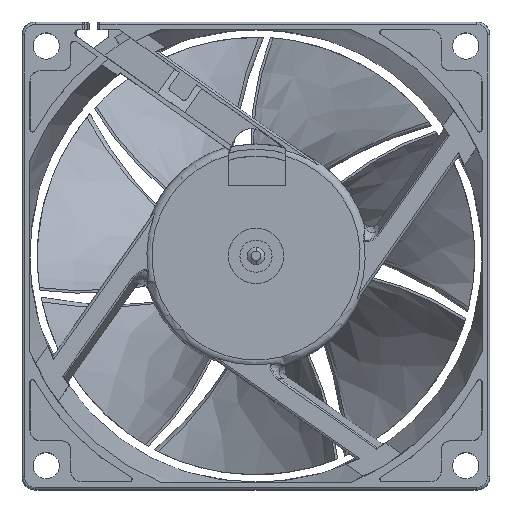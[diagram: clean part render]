
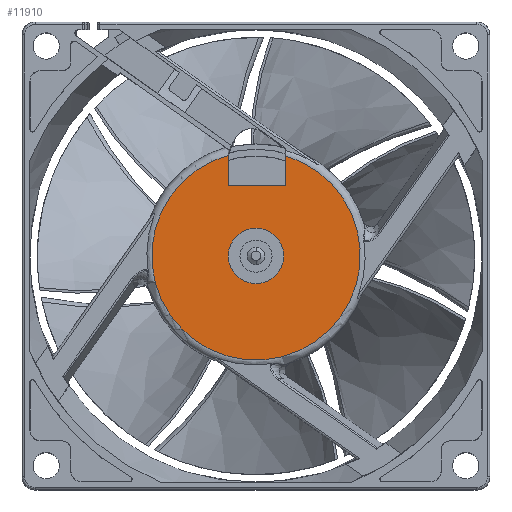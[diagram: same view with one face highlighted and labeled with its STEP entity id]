
A CAD part, top view. The second image highlights one B-rep face of the part: STEP entity #11910.
In plain terms, the highlighted planar face has unit normal (0, 0, 1).
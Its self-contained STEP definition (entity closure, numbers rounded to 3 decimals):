
#3022=DIRECTION('',(0.,-1.,0.));
#3023=VECTOR('',#3022,5.149);
#3024=CARTESIAN_POINT('',(5.05,17.099,31.8));
#3025=LINE('',#3024,#3023);
#3026=CARTESIAN_POINT('',(2.25,16.15,31.8));
#3027=DIRECTION('',(0.,0.,1.));
#3028=DIRECTION('',(-0.989,0.15,0.));
#3029=AXIS2_PLACEMENT_3D('',#3026,#3027,#3028);
#3031=DIRECTION('',(0.,-1.,0.));
#3032=VECTOR('',#3031,4.2);
#3033=CARTESIAN_POINT('',(-4.762,16.15,31.8));
#3034=LINE('',#3033,#3032);
#3039=CARTESIAN_POINT('',(0.,0.,31.8));
#3040=DIRECTION('',(0.,0.,-1.));
#3041=DIRECTION('',(0.707,-0.707,0.));
#3042=AXIS2_PLACEMENT_3D('',#3039,#3040,#3041);
#3048=CARTESIAN_POINT('',(0.,0.,31.8));
#3049=DIRECTION('',(0.,0.,1.));
#3050=DIRECTION('',(0.707,-0.707,0.));
#3051=AXIS2_PLACEMENT_3D('',#3048,#3049,#3050);
#3098=DIRECTION('',(-1.,0.,0.));
#3099=VECTOR('',#3098,9.812);
#3100=CARTESIAN_POINT('',(5.05,11.95,31.8));
#3101=LINE('',#3100,#3099);
#3215=CARTESIAN_POINT('',(0.,0.,31.8));
#3216=DIRECTION('',(0.,0.,1.));
#3217=DIRECTION('',(-0.263,0.965,0.));
#3218=AXIS2_PLACEMENT_3D('',#3215,#3216,#3217);
#8038=CARTESIAN_POINT('',(3.359,-3.359,31.8));
#8040=VERTEX_POINT('',#8038);
#8044=CARTESIAN_POINT('',(3.359,3.359,31.8));
#8046=VERTEX_POINT('',#8044);
#8236=CARTESIAN_POINT('',(-4.682,17.204,31.8));
#8237=CARTESIAN_POINT('',(-4.762,16.15,31.8));
#8238=VERTEX_POINT('',#8236);
#8239=VERTEX_POINT('',#8237);
#8255=CARTESIAN_POINT('',(5.05,17.099,31.8));
#8256=CARTESIAN_POINT('',(5.05,11.95,31.8));
#8257=VERTEX_POINT('',#8255);
#8258=VERTEX_POINT('',#8256);
#8265=CARTESIAN_POINT('',(-4.762,11.95,31.8));
#8266=VERTEX_POINT('',#8265);
#11889=CARTESIAN_POINT('',(0.,0.,31.8));
#11890=DIRECTION('',(0.,0.,1.));
#11891=DIRECTION('',(1.,0.,0.));
#11892=AXIS2_PLACEMENT_3D('',#11889,#11890,#11891);
#11893=PLANE('',#11892);
#11894=ORIENTED_EDGE('',*,*,#11873,.F.);
#11896=ORIENTED_EDGE('',*,*,#11895,.F.);
#11897=ORIENTED_EDGE('',*,*,#11766,.T.);
#11899=ORIENTED_EDGE('',*,*,#11898,.T.);
#11901=ORIENTED_EDGE('',*,*,#11900,.F.);
#11902=EDGE_LOOP('',(#11894,#11896,#11897,#11899,#11901));
#11903=FACE_OUTER_BOUND('',#11902,.F.);
#11905=ORIENTED_EDGE('',*,*,#11904,.F.);
#11907=ORIENTED_EDGE('',*,*,#11906,.T.);
#11908=EDGE_LOOP('',(#11905,#11907));
#11909=FACE_BOUND('',#11908,.F.);
#11910=ADVANCED_FACE('',(#11903,#11909),#11893,.T.);
#3030=CIRCLE('',#3029,7.012);
#3043=CIRCLE('',#3042,4.75);
#3052=CIRCLE('',#3051,4.75);
#3219=CIRCLE('',#3218,17.83);
#11766=EDGE_CURVE('',#8238,#8239,#3030,.T.);
#11873=EDGE_CURVE('',#8257,#8258,#3025,.T.);
#11895=EDGE_CURVE('',#8238,#8257,#3219,.T.);
#11898=EDGE_CURVE('',#8239,#8266,#3034,.T.);
#11900=EDGE_CURVE('',#8258,#8266,#3101,.T.);
#11904=EDGE_CURVE('',#8040,#8046,#3043,.T.);
#11906=EDGE_CURVE('',#8040,#8046,#3052,.T.);
